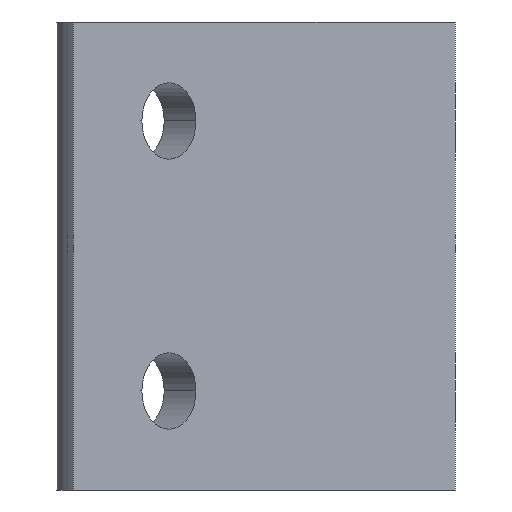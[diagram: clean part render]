
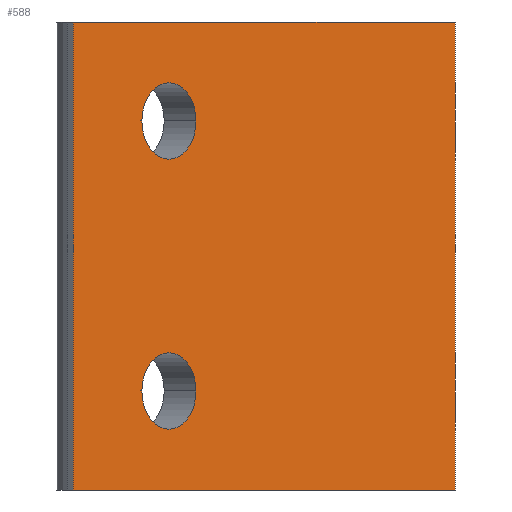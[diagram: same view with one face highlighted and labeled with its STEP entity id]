
A CAD part, left-side view. The second image highlights one B-rep face of the part: STEP entity #588.
In plain terms, the highlighted planar face has unit normal (-0.707, -0.707, 0).
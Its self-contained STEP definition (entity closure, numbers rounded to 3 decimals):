
#4 = CARTESIAN_POINT ( 'NONE',  ( -28.815, 28.815, 15. ) ) ;
#7 = VERTEX_POINT ( 'NONE', #146 ) ;
#13 = EDGE_CURVE ( 'NONE', #909, #679, #632, .T. ) ;
#30 = PLANE ( 'NONE',  #801 ) ;
#34 = VERTEX_POINT ( 'NONE', #206 ) ;
#64 = VERTEX_POINT ( 'NONE', #242 ) ;
#66 = CARTESIAN_POINT ( 'NONE',  ( -28.815, 28.815, -15. ) ) ;
#76 = DIRECTION ( 'NONE',  ( -0.707, -0.707, 0. ) ) ;
#90 = CARTESIAN_POINT ( 'NONE',  ( -31.82, 31.82, -15. ) ) ;
#93 = FACE_OUTER_BOUND ( 'NONE', #329, .T. ) ;
#100 = DIRECTION ( 'NONE',  ( 0.707, 0.707, 0. ) ) ;
#111 = EDGE_CURVE ( 'NONE', #34, #64, #817, .T. ) ;
#126 = EDGE_CURVE ( 'NONE', #679, #909, #523, .T. ) ;
#146 = CARTESIAN_POINT ( 'NONE',  ( -34.825, 34.825, 15. ) ) ;
#165 = LINE ( 'NONE', #456, #613 ) ;
#174 = DIRECTION ( 'NONE',  ( 0.707, -0.707, 0. ) ) ;
#206 = CARTESIAN_POINT ( 'NONE',  ( 0., 0., 26. ) ) ;
#224 = DIRECTION ( 'NONE',  ( -0.707, -0.707, 0. ) ) ;
#228 = DIRECTION ( 'NONE',  ( 0., 0., -1. ) ) ;
#236 = CARTESIAN_POINT ( 'NONE',  ( -31.82, 31.82, 15. ) ) ;
#242 = CARTESIAN_POINT ( 'NONE',  ( 0., 0., -26. ) ) ;
#244 = ORIENTED_EDGE ( 'NONE', *, *, #364, .F. ) ;
#254 = ORIENTED_EDGE ( 'NONE', *, *, #13, .F. ) ;
#260 = DIRECTION ( 'NONE',  ( 0.707, -0.707, 0. ) ) ;
#264 = ORIENTED_EDGE ( 'NONE', *, *, #879, .T. ) ;
#276 = CARTESIAN_POINT ( 'NONE',  ( -31.82, 31.82, 15. ) ) ;
#278 = CARTESIAN_POINT ( 'NONE',  ( -31.82, 31.82, -15. ) ) ;
#298 = CARTESIAN_POINT ( 'NONE',  ( -42.426, 42.426, 26. ) ) ;
#307 = DIRECTION ( 'NONE',  ( 0.707, -0.707, 0. ) ) ;
#329 = EDGE_LOOP ( 'NONE', ( #264, #409, #244, #770 ) ) ;
#364 = EDGE_CURVE ( 'NONE', #428, #34, #710, .T. ) ;
#366 = AXIS2_PLACEMENT_3D ( 'NONE', #90, #224, #174 ) ;
#374 = CARTESIAN_POINT ( 'NONE',  ( -42.426, 42.426, -26. ) ) ;
#379 = AXIS2_PLACEMENT_3D ( 'NONE', #236, #902, #387 ) ;
#387 = DIRECTION ( 'NONE',  ( 0.707, -0.707, 0. ) ) ;
#409 = ORIENTED_EDGE ( 'NONE', *, *, #111, .F. ) ;
#417 = VECTOR ( 'NONE', #754, 1000. ) ;
#421 = DIRECTION ( 'NONE',  ( 0.707, -0.707, 0. ) ) ;
#428 = VERTEX_POINT ( 'NONE', #298 ) ;
#456 = CARTESIAN_POINT ( 'NONE',  ( 0., 0., -26. ) ) ;
#495 = AXIS2_PLACEMENT_3D ( 'NONE', #276, #797, #945 ) ;
#500 = EDGE_CURVE ( 'NONE', #7, #685, #802, .T. ) ;
#523 = CIRCLE ( 'NONE', #366, 4.25 ) ;
#534 = CARTESIAN_POINT ( 'NONE',  ( 0., 0., 26. ) ) ;
#538 = ORIENTED_EDGE ( 'NONE', *, *, #500, .F. ) ;
#547 = ORIENTED_EDGE ( 'NONE', *, *, #126, .F. ) ;
#559 = EDGE_CURVE ( 'NONE', #685, #7, #784, .T. ) ;
#588 = ADVANCED_FACE ( 'NONE', ( #680, #822, #93 ), #30, .F. ) ;
#606 = EDGE_LOOP ( 'NONE', ( #650, #538 ) ) ;
#608 = DIRECTION ( 'NONE',  ( -0.707, 0.707, 0. ) ) ;
#613 = VECTOR ( 'NONE', #307, 1000. ) ;
#632 = CIRCLE ( 'NONE', #751, 4.25 ) ;
#650 = ORIENTED_EDGE ( 'NONE', *, *, #559, .F. ) ;
#679 = VERTEX_POINT ( 'NONE', #66 ) ;
#680 = FACE_BOUND ( 'NONE', #764, .T. ) ;
#685 = VERTEX_POINT ( 'NONE', #4 ) ;
#710 = LINE ( 'NONE', #923, #733 ) ;
#733 = VECTOR ( 'NONE', #260, 1000. ) ;
#751 = AXIS2_PLACEMENT_3D ( 'NONE', #278, #76, #421 ) ;
#754 = DIRECTION ( 'NONE',  ( 0., 0., -1. ) ) ;
#758 = VERTEX_POINT ( 'NONE', #374 ) ;
#764 = EDGE_LOOP ( 'NONE', ( #547, #254 ) ) ;
#770 = ORIENTED_EDGE ( 'NONE', *, *, #790, .T. ) ;
#784 = CIRCLE ( 'NONE', #379, 4.25 ) ;
#790 = EDGE_CURVE ( 'NONE', #428, #758, #885, .T. ) ;
#797 = DIRECTION ( 'NONE',  ( -0.707, -0.707, 0. ) ) ;
#801 = AXIS2_PLACEMENT_3D ( 'NONE', #534, #100, #608 ) ;
#802 = CIRCLE ( 'NONE', #495, 4.25 ) ;
#809 = CARTESIAN_POINT ( 'NONE',  ( -42.426, 42.426, 26. ) ) ;
#810 = CARTESIAN_POINT ( 'NONE',  ( 0., 0., 26. ) ) ;
#817 = LINE ( 'NONE', #810, #417 ) ;
#822 = FACE_BOUND ( 'NONE', #606, .T. ) ;
#828 = CARTESIAN_POINT ( 'NONE',  ( -34.825, 34.825, -15. ) ) ;
#877 = VECTOR ( 'NONE', #228, 1000. ) ;
#879 = EDGE_CURVE ( 'NONE', #758, #64, #165, .T. ) ;
#885 = LINE ( 'NONE', #809, #877 ) ;
#902 = DIRECTION ( 'NONE',  ( -0.707, -0.707, 0. ) ) ;
#909 = VERTEX_POINT ( 'NONE', #828 ) ;
#923 = CARTESIAN_POINT ( 'NONE',  ( 0., 0., 26. ) ) ;
#945 = DIRECTION ( 'NONE',  ( 0.707, -0.707, 0. ) ) ;
